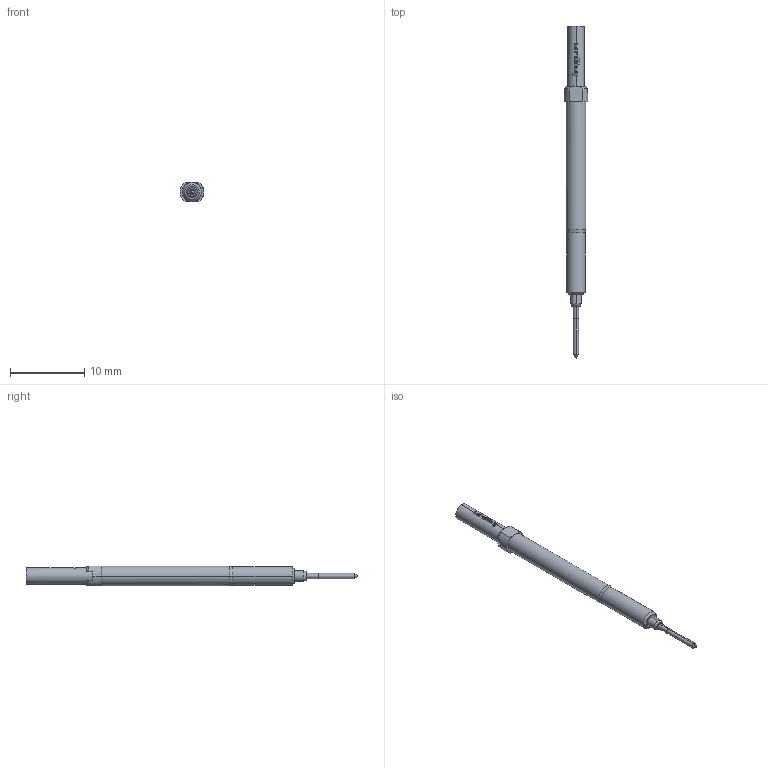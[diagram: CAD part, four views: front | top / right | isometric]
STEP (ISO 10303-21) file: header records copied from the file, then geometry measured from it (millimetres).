
FILE_DESCRIPTION (( 'STEP AP203' ), '1' );
FILE_NAME ('INGUN_DPS-465_354_100_A_xx02_M.STEP', '2021-08-26T06:45:50', ( 'ochi' ), ( '' ), 'SwSTEP 2.0', 'SolidWorks 2018', '' );
FILE_SCHEMA (( 'CONFIG_CONTROL_DESIGN' ));
Length unit declared in the file: millimetre
Products named in the file (1): INGUN_DPS-465_354_100_A_xx02_M
Bounding box: 3.2 x 44.8 x 2.65 mm (x, y, z)
Volume: 187.4 mm3; surface area: 334.3 mm2
Topology: 1 solids, 1 shells, 145 faces, 387 edges, 248 vertices
Faces by surface type: plane 67, cylinder 40, bspline 22, cone 16
Entity records: 4876 total; most frequent: CARTESIAN_POINT 1347, ORIENTED_EDGE 770, DIRECTION 669, EDGE_CURVE 385, AXIS2_PLACEMENT_3D 262, VERTEX_POINT 248, EDGE_LOOP 151, ADVANCED_FACE 145
